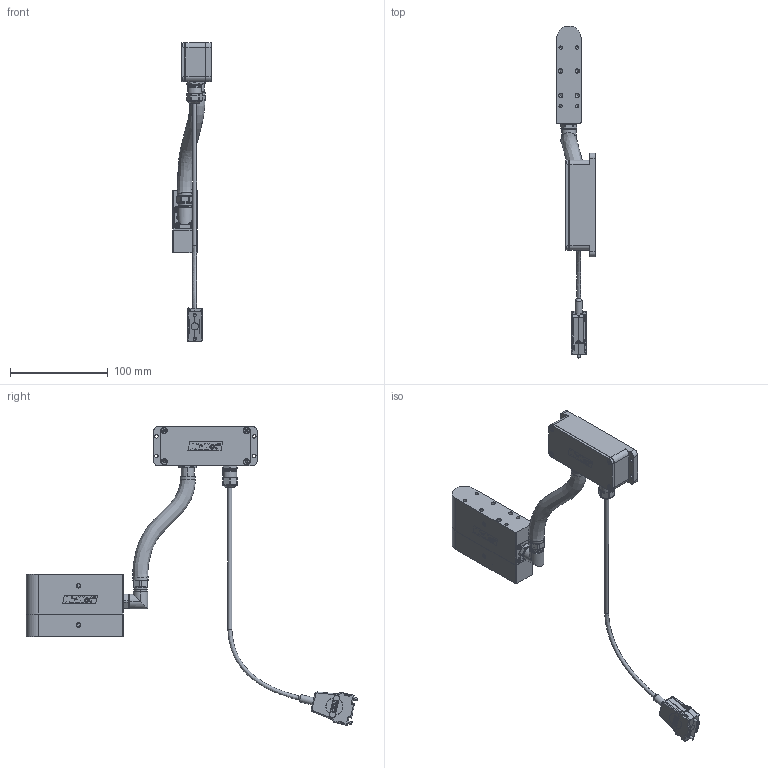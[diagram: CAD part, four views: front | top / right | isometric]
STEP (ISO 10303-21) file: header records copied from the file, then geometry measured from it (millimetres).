
FILE_DESCRIPTION (( 'STEP AP214' ), '1' );
FILE_NAME ('0186-2406_251114_DM03-23-FS23-SL01.STEP', '2025-11-14T13:30:50', ( '' ), ( '' ), 'SwSTEP 2.0', 'SolidWorks 2025', '' );
FILE_SCHEMA (( 'AUTOMOTIVE_DESIGN' ));
Length unit declared in the file: millimetre
Products named in the file (21): 0186-xxxx_DM01h-23-GE-FS_Ohne Kabel; 0230-0383_Zahnscheibe_M15; 0230-1076_Gew.-Stift_I-6kt_K-k_M8x6_INOX; 0160-0757_Gew.-Stift_I-6kt_K-k_M5x5_INOX; 0180-2783_DM01-23_DEG-FS; DM01k-23-GE-FS; 0180-3257_DM03k-23-SA; 0230-0226_Zyl.-Schr_I-6kt_M3x12_8.8_v-b; 0230-1058_M12 Steckbuchse; 0186-2406_251114_DM03-23-FS23-SL01; DM03k-23-FSAP-VS02; 0160-3850-MK01-M12x1.5-360; 0230-0700_Lins-Schr_I-6rd_M3x8_8.8_v-b; 0230-1057_MK01-M12x1.5-EMV; DM03k-23-FSG-VS02; 0150-3028_Steckergehäuse; 0160-0844_Lins.-Schr_I-6rd_M2.5x8_INOX; Schutzschlauch_DM03_23; 0180-2784_DM01k-23-GEA-FS; Kabel_DM01k-23_lang; 0186-xxxx_DM03k-23-FS23_VS02
Assembly tree (29 placements, depth 3):
  0186-2406_251114_DM03-23-FS23-SL01
    0186-xxxx_DM03k-23-FS23_VS02
      DM03k-23-FSG-VS02
      DM03k-23-FSAP-VS02
      0230-1076_Gew.-Stift_I-6kt_K-k_M8x6_INOX  x2
      0160-0757_Gew.-Stift_I-6kt_K-k_M5x5_INOX  x2
      0230-0226_Zyl.-Schr_I-6kt_M3x12_8.8_v-b  x2
      0180-3257_DM03k-23-SA
      0160-0844_Lins.-Schr_I-6rd_M2.5x8_INOX  x4
      0160-3850-MK01-M12x1.5-360
    0186-xxxx_DM01h-23-GE-FS_Ohne Kabel
      DM01k-23-GE-FS
      0230-1057_MK01-M12x1.5-EMV
      0230-1058_M12 Steckbuchse
      0180-2783_DM01-23_DEG-FS
      0180-2784_DM01k-23-GEA-FS
      0230-0700_Lins-Schr_I-6rd_M3x8_8.8_v-b  x4
      0230-0383_Zahnscheibe_M15
    Schutzschlauch_DM03_23
    Kabel_DM01k-23_lang
    0150-3028_Steckergehäuse
Bounding box: 39.5 x 339.19 x 305.55 mm (x, y, z)
Volume: 298681.9 mm3; surface area: 95722.7 mm2
Topology: 31 solids, 34 shells, 2940 faces, 7458 edges, 4750 vertices
Faces by surface type: plane 1453, cylinder 673, cone 431, bspline 306, torus 59, sphere 18
Full cylindrical faces by diameter (mm): 2.5 x8, 2.9 x4, 3 x96, 3.3 x12, 3.4 x6, 3.5 x8, 4 x9, 4.2 x2, 5 x11, 5.5 x10, 6.5 x2, 6.7 x1, 6.8 x2, 7.2 x1, 7.5 x2, 8 x8, 9.8 x2, 10.4 x1, 10.5 x2, 10.6 x1, 12 x1, 12.9 x1, 13.35 x1, 13.96 x1, 14 x4, 14.8 x2, 15.8 x2, 24.4 x1
Entity records: 99800 total; most frequent: CARTESIAN_POINT 36190, ORIENTED_EDGE 12566, DIRECTION 10533, EDGE_CURVE 6283, VERTEX_POINT 4220, AXIS2_PLACEMENT_3D 3586, VECTOR 3361, LINE 3361
